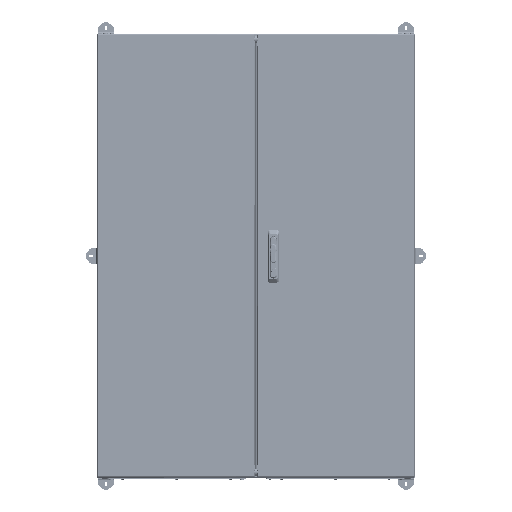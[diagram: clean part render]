
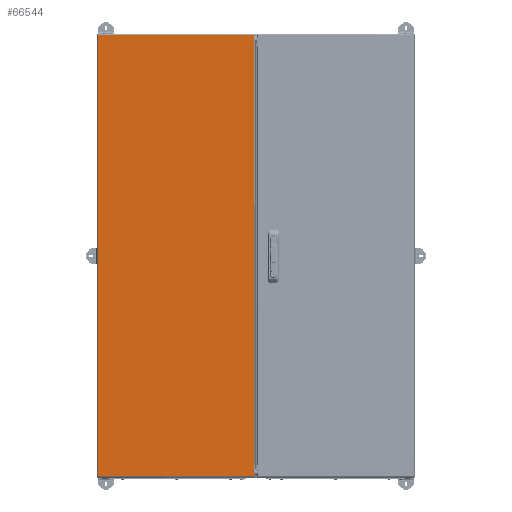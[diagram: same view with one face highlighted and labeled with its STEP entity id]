
A CAD part, top view. The second image highlights one B-rep face of the part: STEP entity #66544.
In plain terms, the highlighted planar face has unit normal (0, 0, 1).
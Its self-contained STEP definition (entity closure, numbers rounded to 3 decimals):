
#1264 = DIRECTION ( 'NONE',  ( -1., 0., 0. ) ) ;
#4248 = DIRECTION ( 'NONE',  ( 0., 1., 0. ) ) ;
#5612 = VECTOR ( 'NONE', #4248, 1000. ) ;
#10464 = ORIENTED_EDGE ( 'NONE', *, *, #56448, .T. ) ;
#14452 = CARTESIAN_POINT ( 'NONE',  ( 244.5, -695.293, 0. ) ) ;
#20350 = VERTEX_POINT ( 'NONE', #108710 ) ;
#21226 = EDGE_CURVE ( 'NONE', #102083, #55406, #82828, .T. ) ;
#23486 = CARTESIAN_POINT ( 'NONE',  ( -244.5, -694.5, 0. ) ) ;
#23947 = ORIENTED_EDGE ( 'NONE', *, *, #58383, .T. ) ;
#28458 = EDGE_LOOP ( 'NONE', ( #23947, #10464, #34153, #57093 ) ) ;
#30216 = DIRECTION ( 'NONE',  ( 1., 0., 0. ) ) ;
#34153 = ORIENTED_EDGE ( 'NONE', *, *, #82318, .T. ) ;
#37332 = VERTEX_POINT ( 'NONE', #23486 ) ;
#37364 = DIRECTION ( 'NONE',  ( 0., -1., 0. ) ) ;
#40895 = VECTOR ( 'NONE', #37364, 1000. ) ;
#55406 = VERTEX_POINT ( 'NONE', #75552 ) ;
#56448 = EDGE_CURVE ( 'NONE', #20350, #37332, #114697, .T. ) ;
#57093 = ORIENTED_EDGE ( 'NONE', *, *, #21226, .T. ) ;
#58383 = EDGE_CURVE ( 'NONE', #55406, #20350, #111078, .T. ) ;
#60186 = LINE ( 'NONE', #71656, #80090 ) ;
#66544 = ADVANCED_FACE ( 'NONE', ( #69861 ), #78159, .T. ) ;
#67730 = VECTOR ( 'NONE', #1264, 1000. ) ;
#69861 = FACE_OUTER_BOUND ( 'NONE', #28458, .T. ) ;
#70903 = CARTESIAN_POINT ( 'NONE',  ( 245.293, 694.5, 0. ) ) ;
#71656 = CARTESIAN_POINT ( 'NONE',  ( -245.293, -694.5, 0. ) ) ;
#72378 = AXIS2_PLACEMENT_3D ( 'NONE', #117107, #99178, #30216 ) ;
#75552 = CARTESIAN_POINT ( 'NONE',  ( 244.5, 694.5, 0. ) ) ;
#78159 = PLANE ( 'NONE',  #72378 ) ;
#80090 = VECTOR ( 'NONE', #108694, 1000. ) ;
#82318 = EDGE_CURVE ( 'NONE', #37332, #102083, #60186, .T. ) ;
#82828 = LINE ( 'NONE', #14452, #5612 ) ;
#85975 = CARTESIAN_POINT ( 'NONE',  ( -244.5, 695.293, 0. ) ) ;
#99178 = DIRECTION ( 'NONE',  ( 0., 0., 1. ) ) ;
#102083 = VERTEX_POINT ( 'NONE', #102912 ) ;
#102912 = CARTESIAN_POINT ( 'NONE',  ( 244.5, -694.5, 0. ) ) ;
#108694 = DIRECTION ( 'NONE',  ( 1., 0., 0. ) ) ;
#108710 = CARTESIAN_POINT ( 'NONE',  ( -244.5, 694.5, 0. ) ) ;
#111078 = LINE ( 'NONE', #70903, #67730 ) ;
#114697 = LINE ( 'NONE', #85975, #40895 ) ;
#117107 = CARTESIAN_POINT ( 'NONE',  ( 0., 0., 0. ) ) ;
